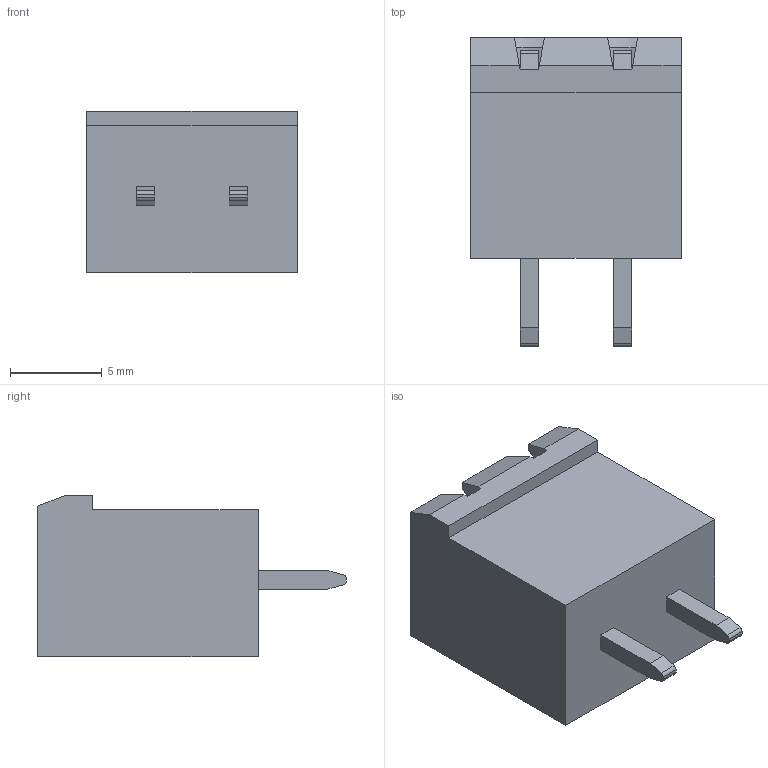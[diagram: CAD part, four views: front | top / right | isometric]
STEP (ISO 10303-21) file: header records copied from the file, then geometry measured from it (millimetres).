
FILE_DESCRIPTION (( 'STEP AP203' ), '1' );
FILE_NAME ('SOKETLI BASKILI DEVRE KLEMENSI - 5,08 MM ERKEK 180 KAPALI - 2 LI.STEP', '2018-09-12T06:42:31', ( 'user' ), ( '' ), 'SwSTEP 2.0', 'SolidWorks 2016', '' );
FILE_SCHEMA (( 'CONFIG_CONTROL_DESIGN' ));
Length unit declared in the file: millimetre
Products named in the file (1): SOKETLI BASKILI DEVRE KLEMENSI - 5,08 MM ERKEK 180 KAPALI - 2 LI
Bounding box: 11.46 x 16.8 x 8.8 mm (x, y, z)
Volume: 577.7 mm3; surface area: 1210.8 mm2
Topology: 1 solids, 1 shells, 119 faces, 323 edges, 214 vertices
Faces by surface type: plane 99, cylinder 18, cone 2
Entity records: 3788 total; most frequent: CARTESIAN_POINT 669, ORIENTED_EDGE 646, DIRECTION 601, EDGE_CURVE 323, VECTOR 277, LINE 277, VERTEX_POINT 214, AXIS2_PLACEMENT_3D 162
